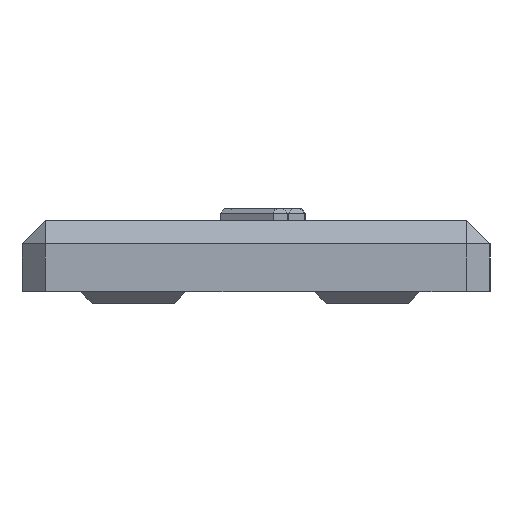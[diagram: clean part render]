
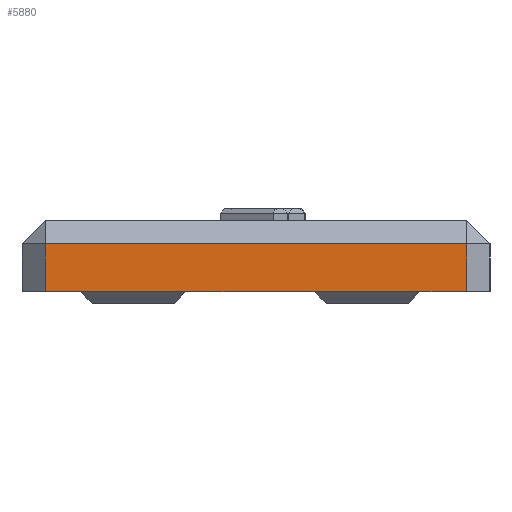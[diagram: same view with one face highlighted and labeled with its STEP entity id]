
A CAD part, left-side view. The second image highlights one B-rep face of the part: STEP entity #5880.
In plain terms, the highlighted planar face has unit normal (-1, 0, 0).
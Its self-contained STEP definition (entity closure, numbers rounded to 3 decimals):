
#462=LINE('',#15014,#880);
#473=LINE('',#15037,#891);
#475=LINE('',#15040,#893);
#485=LINE('',#15061,#903);
#486=LINE('',#15063,#904);
#487=LINE('',#15065,#905);
#488=LINE('',#15067,#906);
#489=LINE('',#15068,#907);
#880=VECTOR('',#6746,10.);
#891=VECTOR('',#6765,10.);
#893=VECTOR('',#6769,10.);
#903=VECTOR('',#6791,1000.);
#904=VECTOR('',#6792,1000.);
#905=VECTOR('',#6793,1000.);
#906=VECTOR('',#6794,1000.);
#907=VECTOR('',#6795,1000.);
#1080=PLANE('',#6075);
#1425=FACE_OUTER_BOUND('',#1818,.T.);
#1818=EDGE_LOOP('',(#5184,#5185,#5186,#5187,#5188,#5189,#5190,#5191));
#2739=VERTEX_POINT('',#15004);
#2741=VERTEX_POINT('',#15010);
#2748=VERTEX_POINT('',#15030);
#2750=VERTEX_POINT('',#15035);
#2755=VERTEX_POINT('',#15060);
#2756=VERTEX_POINT('',#15062);
#2757=VERTEX_POINT('',#15064);
#2758=VERTEX_POINT('',#15066);
#3554=EDGE_CURVE('',#2739,#2741,#462,.T.);
#3565=EDGE_CURVE('',#2750,#2748,#473,.T.);
#3567=EDGE_CURVE('',#2748,#2739,#475,.T.);
#3577=EDGE_CURVE('',#2755,#2750,#485,.T.);
#3578=EDGE_CURVE('',#2755,#2756,#486,.T.);
#3579=EDGE_CURVE('',#2757,#2756,#487,.T.);
#3580=EDGE_CURVE('',#2757,#2758,#488,.T.);
#3581=EDGE_CURVE('',#2741,#2758,#489,.T.);
#5184=ORIENTED_EDGE('',*,*,#3554,.F.);
#5185=ORIENTED_EDGE('',*,*,#3567,.F.);
#5186=ORIENTED_EDGE('',*,*,#3565,.F.);
#5187=ORIENTED_EDGE('',*,*,#3577,.F.);
#5188=ORIENTED_EDGE('',*,*,#3578,.T.);
#5189=ORIENTED_EDGE('',*,*,#3579,.F.);
#5190=ORIENTED_EDGE('',*,*,#3580,.T.);
#5191=ORIENTED_EDGE('',*,*,#3581,.F.);
#5880=ADVANCED_FACE('',(#1425),#1080,.F.);
#6075=AXIS2_PLACEMENT_3D('',#15059,#6789,#6790);
#6746=DIRECTION('',(0.,0.,-1.));
#6765=DIRECTION('',(0.,0.,1.));
#6769=DIRECTION('',(0.,-1.,0.));
#6789=DIRECTION('center_axis',(1.,0.,0.));
#6790=DIRECTION('ref_axis',(0.,1.,0.));
#6791=DIRECTION('',(0.,1.,0.));
#6792=DIRECTION('',(0.,-1.,0.));
#6793=DIRECTION('',(0.,1.,0.));
#6794=DIRECTION('',(0.,-1.,0.));
#6795=DIRECTION('',(0.,1.,0.));
#15004=CARTESIAN_POINT('',(-54.5,-137.9,809.6));
#15010=CARTESIAN_POINT('',(-54.5,-137.9,805.5));
#15014=CARTESIAN_POINT('',(-54.5,-137.9,791.925));
#15030=CARTESIAN_POINT('',(-54.5,-101.9,809.6));
#15035=CARTESIAN_POINT('',(-54.5,-101.9,805.5));
#15037=CARTESIAN_POINT('',(-54.5,-101.9,796.675));
#15040=CARTESIAN_POINT('',(-54.5,-119.4,809.6));
#15059=CARTESIAN_POINT('Origin',(-54.5,-119.4,785.5));
#15060=CARTESIAN_POINT('',(-54.5,-104.9,805.5));
#15061=CARTESIAN_POINT('',(-54.5,-119.4,805.5));
#15062=CARTESIAN_POINT('',(-54.5,-113.9,805.5));
#15063=CARTESIAN_POINT('',(-54.5,-119.4,805.5));
#15064=CARTESIAN_POINT('',(-54.5,-124.9,805.5));
#15065=CARTESIAN_POINT('',(-54.5,-119.4,805.5));
#15066=CARTESIAN_POINT('',(-54.5,-133.9,805.5));
#15067=CARTESIAN_POINT('',(-54.5,-133.9,805.5));
#15068=CARTESIAN_POINT('',(-54.5,-119.4,805.5));
